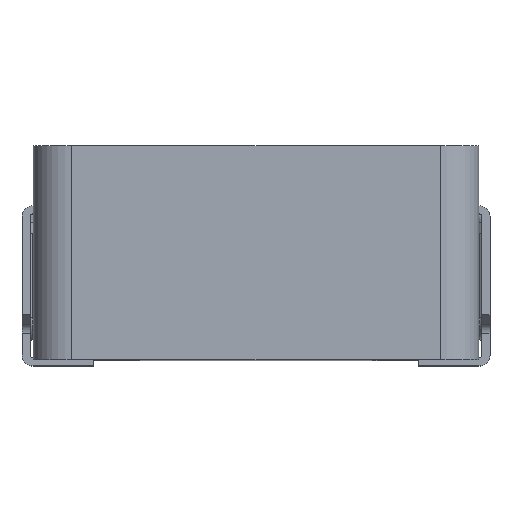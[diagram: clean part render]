
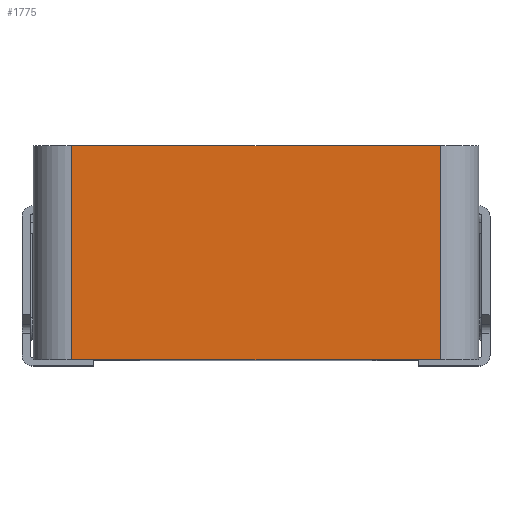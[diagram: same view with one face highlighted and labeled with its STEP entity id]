
A CAD part, top view. The second image highlights one B-rep face of the part: STEP entity #1775.
In plain terms, the highlighted planar face has unit normal (0, 0, 1).
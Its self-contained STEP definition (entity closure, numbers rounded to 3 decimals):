
#48 = DIRECTION ( 'NONE',  ( 1., 0., 0. ) ) ;
#77 = VECTOR ( 'NONE', #1084, 1000. ) ;
#81 = LINE ( 'NONE', #8813, #8470 ) ;
#1084 = DIRECTION ( 'NONE',  ( 1., 0., 0. ) ) ;
#1532 = DIRECTION ( 'NONE',  ( 1., 0., 0. ) ) ;
#1754 = CARTESIAN_POINT ( 'NONE',  ( 3.35, -2.8, 4. ) ) ;
#1775 = ADVANCED_FACE ( 'NONE', ( #7057 ), #8726, .T. ) ;
#1776 = CARTESIAN_POINT ( 'NONE',  ( 3.35, 1.09, 4. ) ) ;
#2572 = CARTESIAN_POINT ( 'NONE',  ( -3.35, -2.8, 4. ) ) ;
#2577 = CARTESIAN_POINT ( 'NONE',  ( -3.35, 1.09, 4. ) ) ;
#2766 = EDGE_LOOP ( 'NONE', ( #5357, #6461, #6435, #8591 ) ) ;
#3130 = EDGE_CURVE ( 'NONE', #4958, #8169, #4038, .T. ) ;
#3373 = LINE ( 'NONE', #8038, #3715 ) ;
#3715 = VECTOR ( 'NONE', #4356, 1000. ) ;
#3949 = CARTESIAN_POINT ( 'NONE',  ( 3.35, 1.09, 4. ) ) ;
#4038 = LINE ( 'NONE', #1754, #7001 ) ;
#4288 = EDGE_CURVE ( 'NONE', #6584, #7520, #3373, .T. ) ;
#4335 = CARTESIAN_POINT ( 'NONE',  ( 3.35, -2.8, 4. ) ) ;
#4356 = DIRECTION ( 'NONE',  ( 0., 1., 0. ) ) ;
#4447 = LINE ( 'NONE', #3949, #77 ) ;
#4513 = EDGE_CURVE ( 'NONE', #6584, #4958, #81, .T. ) ;
#4680 = AXIS2_PLACEMENT_3D ( 'NONE', #4335, #6645, #48 ) ;
#4958 = VERTEX_POINT ( 'NONE', #8755 ) ;
#5357 = ORIENTED_EDGE ( 'NONE', *, *, #3130, .T. ) ;
#6435 = ORIENTED_EDGE ( 'NONE', *, *, #4288, .F. ) ;
#6461 = ORIENTED_EDGE ( 'NONE', *, *, #7332, .F. ) ;
#6584 = VERTEX_POINT ( 'NONE', #2572 ) ;
#6645 = DIRECTION ( 'NONE',  ( 0., 0., 1. ) ) ;
#7001 = VECTOR ( 'NONE', #8243, 1000. ) ;
#7057 = FACE_OUTER_BOUND ( 'NONE', #2766, .T. ) ;
#7332 = EDGE_CURVE ( 'NONE', #7520, #8169, #4447, .T. ) ;
#7520 = VERTEX_POINT ( 'NONE', #2577 ) ;
#8038 = CARTESIAN_POINT ( 'NONE',  ( -3.35, -2.8, 4. ) ) ;
#8169 = VERTEX_POINT ( 'NONE', #1776 ) ;
#8243 = DIRECTION ( 'NONE',  ( 0., 1., 0. ) ) ;
#8470 = VECTOR ( 'NONE', #1532, 1000. ) ;
#8591 = ORIENTED_EDGE ( 'NONE', *, *, #4513, .T. ) ;
#8726 = PLANE ( 'NONE',  #4680 ) ;
#8755 = CARTESIAN_POINT ( 'NONE',  ( 3.35, -2.8, 4. ) ) ;
#8813 = CARTESIAN_POINT ( 'NONE',  ( 3.35, -2.8, 4. ) ) ;
